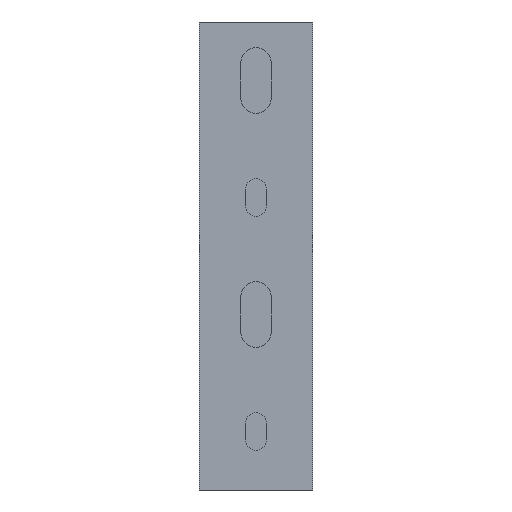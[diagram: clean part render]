
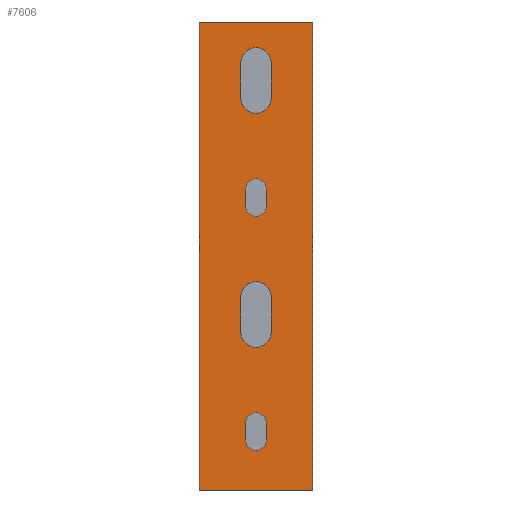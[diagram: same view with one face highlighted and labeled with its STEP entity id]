
A CAD part, front view. The second image highlights one B-rep face of the part: STEP entity #7606.
In plain terms, the highlighted planar face has unit normal (0, -1, 0).
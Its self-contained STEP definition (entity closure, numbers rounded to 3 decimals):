
#2548=DIRECTION('',(0.,0.,1.));
#2549=VECTOR('',#2548,100.);
#2550=CARTESIAN_POINT('',(12.15,0.,0.));
#2551=LINE('',#2550,#2549);
#2618=DIRECTION('',(-1.,0.,0.));
#2619=VECTOR('',#2618,24.3);
#2620=CARTESIAN_POINT('',(12.15,0.,0.));
#2621=LINE('',#2620,#2619);
#2625=DIRECTION('',(0.,0.,1.));
#2626=VECTOR('',#2625,100.);
#2627=CARTESIAN_POINT('',(-12.15,0.,0.));
#2628=LINE('',#2627,#2626);
#2632=CARTESIAN_POINT('',(0.,0.,91.25));
#2633=DIRECTION('',(0.,1.,0.));
#2634=DIRECTION('',(-1.,0.,0.));
#2635=AXIS2_PLACEMENT_3D('',#2632,#2633,#2634);
#2640=DIRECTION('',(0.,0.,1.));
#2641=VECTOR('',#2640,7.5);
#2642=CARTESIAN_POINT('',(-3.25,0.,83.75));
#2643=LINE('',#2642,#2641);
#2647=CARTESIAN_POINT('',(0.,0.,83.75));
#2648=DIRECTION('',(0.,1.,0.));
#2649=DIRECTION('',(1.,0.,0.));
#2650=AXIS2_PLACEMENT_3D('',#2647,#2648,#2649);
#2655=DIRECTION('',(0.,0.,-1.));
#2656=VECTOR('',#2655,7.5);
#2657=CARTESIAN_POINT('',(3.25,0.,91.25));
#2658=LINE('',#2657,#2656);
#2662=CARTESIAN_POINT('',(0.,0.,64.25));
#2663=DIRECTION('',(0.,1.,0.));
#2664=DIRECTION('',(-1.,0.,0.));
#2665=AXIS2_PLACEMENT_3D('',#2662,#2663,#2664);
#2670=DIRECTION('',(0.,0.,1.));
#2671=VECTOR('',#2670,3.5);
#2672=CARTESIAN_POINT('',(-2.25,0.,60.75));
#2673=LINE('',#2672,#2671);
#2677=CARTESIAN_POINT('',(0.,0.,60.75));
#2678=DIRECTION('',(0.,1.,0.));
#2679=DIRECTION('',(1.,0.,0.));
#2680=AXIS2_PLACEMENT_3D('',#2677,#2678,#2679);
#2685=DIRECTION('',(0.,0.,-1.));
#2686=VECTOR('',#2685,3.5);
#2687=CARTESIAN_POINT('',(2.25,0.,64.25));
#2688=LINE('',#2687,#2686);
#2692=CARTESIAN_POINT('',(0.,0.,41.25));
#2693=DIRECTION('',(0.,1.,0.));
#2694=DIRECTION('',(-1.,0.,0.));
#2695=AXIS2_PLACEMENT_3D('',#2692,#2693,#2694);
#2700=DIRECTION('',(0.,0.,1.));
#2701=VECTOR('',#2700,7.5);
#2702=CARTESIAN_POINT('',(-3.25,0.,33.75));
#2703=LINE('',#2702,#2701);
#2707=CARTESIAN_POINT('',(0.,0.,33.75));
#2708=DIRECTION('',(0.,1.,0.));
#2709=DIRECTION('',(1.,0.,0.));
#2710=AXIS2_PLACEMENT_3D('',#2707,#2708,#2709);
#2715=DIRECTION('',(0.,0.,-1.));
#2716=VECTOR('',#2715,7.5);
#2717=CARTESIAN_POINT('',(3.25,0.,41.25));
#2718=LINE('',#2717,#2716);
#2722=CARTESIAN_POINT('',(0.,0.,14.25));
#2723=DIRECTION('',(0.,1.,0.));
#2724=DIRECTION('',(-1.,0.,0.));
#2725=AXIS2_PLACEMENT_3D('',#2722,#2723,#2724);
#2730=DIRECTION('',(0.,0.,1.));
#2731=VECTOR('',#2730,3.5);
#2732=CARTESIAN_POINT('',(-2.25,0.,10.75));
#2733=LINE('',#2732,#2731);
#2737=CARTESIAN_POINT('',(0.,0.,10.75));
#2738=DIRECTION('',(0.,1.,0.));
#2739=DIRECTION('',(1.,0.,0.));
#2740=AXIS2_PLACEMENT_3D('',#2737,#2738,#2739);
#2745=DIRECTION('',(0.,0.,-1.));
#2746=VECTOR('',#2745,3.5);
#2747=CARTESIAN_POINT('',(2.25,0.,14.25));
#2748=LINE('',#2747,#2746);
#2767=DIRECTION('',(-1.,0.,0.));
#2768=VECTOR('',#2767,24.3);
#2769=CARTESIAN_POINT('',(12.15,0.,100.));
#2770=LINE('',#2769,#2768);
#4460=CARTESIAN_POINT('',(-3.25,0.,91.25));
#4461=CARTESIAN_POINT('',(3.25,0.,91.25));
#4462=VERTEX_POINT('',#4460);
#4463=VERTEX_POINT('',#4461);
#4464=CARTESIAN_POINT('',(3.25,0.,83.75));
#4465=VERTEX_POINT('',#4464);
#4466=CARTESIAN_POINT('',(-3.25,0.,83.75));
#4467=VERTEX_POINT('',#4466);
#4468=CARTESIAN_POINT('',(-2.25,0.,64.25));
#4469=CARTESIAN_POINT('',(2.25,0.,64.25));
#4470=VERTEX_POINT('',#4468);
#4471=VERTEX_POINT('',#4469);
#4472=CARTESIAN_POINT('',(2.25,0.,60.75));
#4473=VERTEX_POINT('',#4472);
#4474=CARTESIAN_POINT('',(-2.25,0.,60.75));
#4475=VERTEX_POINT('',#4474);
#4492=CARTESIAN_POINT('',(-3.25,0.,41.25));
#4493=CARTESIAN_POINT('',(3.25,0.,41.25));
#4494=VERTEX_POINT('',#4492);
#4495=VERTEX_POINT('',#4493);
#4496=CARTESIAN_POINT('',(3.25,0.,33.75));
#4497=VERTEX_POINT('',#4496);
#4498=CARTESIAN_POINT('',(-3.25,0.,33.75));
#4499=VERTEX_POINT('',#4498);
#4500=CARTESIAN_POINT('',(-2.25,0.,14.25));
#4501=CARTESIAN_POINT('',(2.25,0.,14.25));
#4502=VERTEX_POINT('',#4500);
#4503=VERTEX_POINT('',#4501);
#4504=CARTESIAN_POINT('',(2.25,0.,10.75));
#4505=VERTEX_POINT('',#4504);
#4506=CARTESIAN_POINT('',(-2.25,0.,10.75));
#4507=VERTEX_POINT('',#4506);
#4636=CARTESIAN_POINT('',(-12.15,0.,0.));
#4637=CARTESIAN_POINT('',(-12.15,0.,100.));
#4638=VERTEX_POINT('',#4636);
#4639=VERTEX_POINT('',#4637);
#4644=CARTESIAN_POINT('',(12.15,0.,0.));
#4645=CARTESIAN_POINT('',(12.15,0.,100.));
#4646=VERTEX_POINT('',#4644);
#4647=VERTEX_POINT('',#4645);
#7554=CARTESIAN_POINT('',(-11.15,0.,0.));
#7555=DIRECTION('',(0.,-1.,0.));
#7556=DIRECTION('',(1.,0.,0.));
#7557=AXIS2_PLACEMENT_3D('',#7554,#7555,#7556);
#7558=PLANE('',#7557);
#7560=ORIENTED_EDGE('',*,*,#7559,.F.);
#7561=ORIENTED_EDGE('',*,*,#7501,.F.);
#7562=ORIENTED_EDGE('',*,*,#5245,.T.);
#7563=ORIENTED_EDGE('',*,*,#6151,.T.);
#7564=EDGE_LOOP('',(#7560,#7561,#7562,#7563));
#7565=FACE_OUTER_BOUND('',#7564,.F.);
#7567=ORIENTED_EDGE('',*,*,#7566,.F.);
#7569=ORIENTED_EDGE('',*,*,#7568,.F.);
#7571=ORIENTED_EDGE('',*,*,#7570,.F.);
#7573=ORIENTED_EDGE('',*,*,#7572,.F.);
#7574=EDGE_LOOP('',(#7567,#7569,#7571,#7573));
#7575=FACE_BOUND('',#7574,.F.);
#7577=ORIENTED_EDGE('',*,*,#7576,.F.);
#7579=ORIENTED_EDGE('',*,*,#7578,.F.);
#7581=ORIENTED_EDGE('',*,*,#7580,.F.);
#7583=ORIENTED_EDGE('',*,*,#7582,.F.);
#7584=EDGE_LOOP('',(#7577,#7579,#7581,#7583));
#7585=FACE_BOUND('',#7584,.F.);
#7587=ORIENTED_EDGE('',*,*,#7586,.F.);
#7589=ORIENTED_EDGE('',*,*,#7588,.F.);
#7591=ORIENTED_EDGE('',*,*,#7590,.F.);
#7593=ORIENTED_EDGE('',*,*,#7592,.F.);
#7594=EDGE_LOOP('',(#7587,#7589,#7591,#7593));
#7595=FACE_BOUND('',#7594,.F.);
#7597=ORIENTED_EDGE('',*,*,#7596,.F.);
#7599=ORIENTED_EDGE('',*,*,#7598,.F.);
#7601=ORIENTED_EDGE('',*,*,#7600,.F.);
#7603=ORIENTED_EDGE('',*,*,#7602,.F.);
#7604=EDGE_LOOP('',(#7597,#7599,#7601,#7603));
#7605=FACE_BOUND('',#7604,.F.);
#2636=CIRCLE('',#2635,3.25);
#2651=CIRCLE('',#2650,3.25);
#2666=CIRCLE('',#2665,2.25);
#2681=CIRCLE('',#2680,2.25);
#2696=CIRCLE('',#2695,3.25);
#2711=CIRCLE('',#2710,3.25);
#2726=CIRCLE('',#2725,2.25);
#2741=CIRCLE('',#2740,2.25);
#5245=EDGE_CURVE('',#4646,#4638,#2621,.T.);
#6151=EDGE_CURVE('',#4638,#4639,#2628,.T.);
#7501=EDGE_CURVE('',#4646,#4647,#2551,.T.);
#7559=EDGE_CURVE('',#4647,#4639,#2770,.T.);
#7566=EDGE_CURVE('',#4462,#4463,#2636,.T.);
#7568=EDGE_CURVE('',#4467,#4462,#2643,.T.);
#7570=EDGE_CURVE('',#4465,#4467,#2651,.T.);
#7572=EDGE_CURVE('',#4463,#4465,#2658,.T.);
#7576=EDGE_CURVE('',#4470,#4471,#2666,.T.);
#7578=EDGE_CURVE('',#4475,#4470,#2673,.T.);
#7580=EDGE_CURVE('',#4473,#4475,#2681,.T.);
#7582=EDGE_CURVE('',#4471,#4473,#2688,.T.);
#7586=EDGE_CURVE('',#4494,#4495,#2696,.T.);
#7588=EDGE_CURVE('',#4499,#4494,#2703,.T.);
#7590=EDGE_CURVE('',#4497,#4499,#2711,.T.);
#7592=EDGE_CURVE('',#4495,#4497,#2718,.T.);
#7596=EDGE_CURVE('',#4502,#4503,#2726,.T.);
#7598=EDGE_CURVE('',#4507,#4502,#2733,.T.);
#7600=EDGE_CURVE('',#4505,#4507,#2741,.T.);
#7602=EDGE_CURVE('',#4503,#4505,#2748,.T.);
#7606=ADVANCED_FACE('',(#7565,#7575,#7585,#7595,#7605),#7558,.T.);
